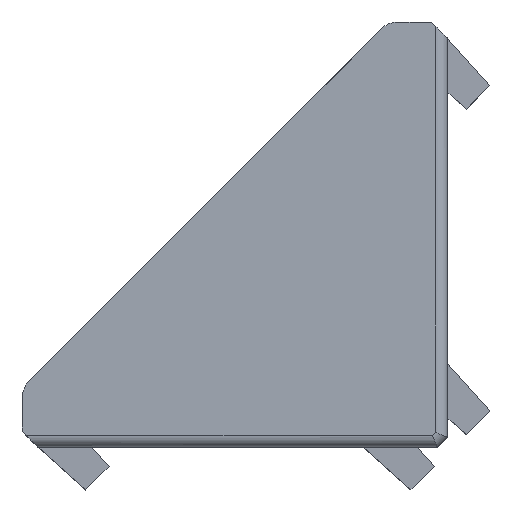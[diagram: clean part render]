
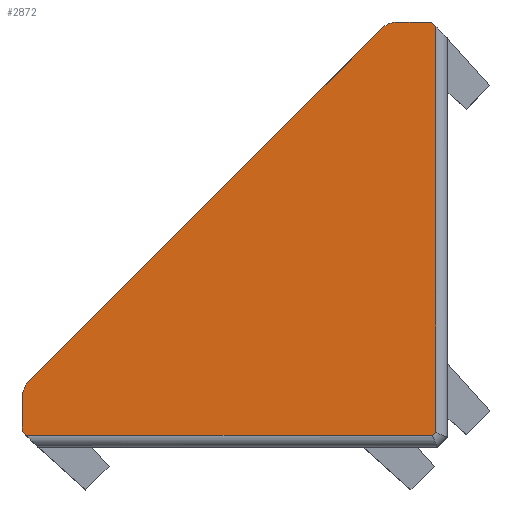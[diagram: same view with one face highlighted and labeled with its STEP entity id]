
A CAD part, top view. The second image highlights one B-rep face of the part: STEP entity #2872.
In plain terms, the highlighted planar face has unit normal (0.012, -0.012, 1).
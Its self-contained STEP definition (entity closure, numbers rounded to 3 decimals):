
#26 = VERTEX_POINT ( 'NONE', #1991 ) ;
#48 = EDGE_CURVE ( 'NONE', #5090, #2626, #5103, .T. ) ;
#140 = CARTESIAN_POINT ( 'NONE',  ( -2.092, 18., 8.995 ) ) ;
#212 = CARTESIAN_POINT ( 'NONE',  ( -0.494, 0.625, 8.761 ) ) ;
#217 = VECTOR ( 'NONE', #2867, 1000. ) ;
#251 = ORIENTED_EDGE ( 'NONE', *, *, #3814, .T. ) ;
#341 = CARTESIAN_POINT ( 'NONE',  ( -0.625, 0.494, 8.761 ) ) ;
#363 = ORIENTED_EDGE ( 'NONE', *, *, #2963, .T. ) ;
#412 = EDGE_CURVE ( 'NONE', #5211, #3829, #3115, .T. ) ;
#415 = DIRECTION ( 'NONE',  ( 0.707, -0.707, -0.017 ) ) ;
#420 = CARTESIAN_POINT ( 'NONE',  ( -18., 2.092, 8.995 ) ) ;
#499 = LINE ( 'NONE', #3137, #4810 ) ;
#519 = DIRECTION ( 'NONE',  ( 0.012, -0.012, 1. ) ) ;
#568 = CARTESIAN_POINT ( 'NONE',  ( -0.676, 18., 8.977 ) ) ;
#689 = CARTESIAN_POINT ( 'NONE',  ( -2.799, 17.707, 9. ) ) ;
#883 = ORIENTED_EDGE ( 'NONE', *, *, #1663, .T. ) ;
#975 = EDGE_CURVE ( 'NONE', #3829, #26, #2050, .T. ) ;
#1225 = ORIENTED_EDGE ( 'NONE', *, *, #412, .T. ) ;
#1255 =( BOUNDED_CURVE ( )  B_SPLINE_CURVE ( 3, ( #4995, #2098, #2928, #420 ),
 .UNSPECIFIED., .F., .F. ) 
 B_SPLINE_CURVE_WITH_KNOTS ( ( 4, 4 ),
 ( 3.142, 3.927 ),
 .UNSPECIFIED. ) 
 CURVE ( )  GEOMETRIC_REPRESENTATION_ITEM ( )  RATIONAL_B_SPLINE_CURVE ( ( 1., 0.949, 0.949, 1. ) ) 
 REPRESENTATION_ITEM ( '' )  );
#1493 = VERTEX_POINT ( 'NONE', #3756 ) ;
#1579 = CARTESIAN_POINT ( 'NONE',  ( -2.609, 17.897, 9. ) ) ;
#1663 = EDGE_CURVE ( 'NONE', #26, #5090, #3871, .T. ) ;
#1714 = VECTOR ( 'NONE', #5291, 1000. ) ;
#1786 = VECTOR ( 'NONE', #2252, 1000. ) ;
#1873 = EDGE_CURVE ( 'NONE', #2626, #2180, #3932, .T. ) ;
#1991 = CARTESIAN_POINT ( 'NONE',  ( -0.676, 18., 8.977 ) ) ;
#2009 = CARTESIAN_POINT ( 'NONE',  ( -2.799, 17.707, 9. ) ) ;
#2030 = ORIENTED_EDGE ( 'NONE', *, *, #975, .T. ) ;
#2050 = LINE ( 'NONE', #568, #4067 ) ;
#2055 = CARTESIAN_POINT ( 'NONE',  ( -0.494, 17.818, 8.973 ) ) ;
#2087 = CARTESIAN_POINT ( 'NONE',  ( -18., 2.092, 8.995 ) ) ;
#2089 = CARTESIAN_POINT ( 'NONE',  ( -0.494, 17.324, 8.967 ) ) ;
#2098 = CARTESIAN_POINT ( 'NONE',  ( -17.897, 2.609, 9. ) ) ;
#2154 = VECTOR ( 'NONE', #4987, 1000. ) ;
#2180 = VERTEX_POINT ( 'NONE', #3849 ) ;
#2243 = ORIENTED_EDGE ( 'NONE', *, *, #1873, .T. ) ;
#2252 = DIRECTION ( 'NONE',  ( -1., 0., 0.012 ) ) ;
#2266 = VECTOR ( 'NONE', #415, 1000. ) ;
#2543 = VERTEX_POINT ( 'NONE', #2087 ) ;
#2556 = EDGE_CURVE ( 'NONE', #2987, #1493, #2977, .T. ) ;
#2569 = EDGE_LOOP ( 'NONE', ( #4516, #363, #2819, #1225, #2030, #883, #2756, #2243, #4620, #251 ) ) ;
#2626 = VERTEX_POINT ( 'NONE', #5357 ) ;
#2756 = ORIENTED_EDGE ( 'NONE', *, *, #48, .T. ) ;
#2819 = ORIENTED_EDGE ( 'NONE', *, *, #4523, .T. ) ;
#2867 = DIRECTION ( 'NONE',  ( 0., -1., -0.012 ) ) ;
#2872 = ADVANCED_FACE ( 'NONE', ( #3617 ), #4680, .T. ) ;
#2928 = CARTESIAN_POINT ( 'NONE',  ( -18., 2.361, 8.998 ) ) ;
#2963 = EDGE_CURVE ( 'NONE', #1493, #3665, #4336, .T. ) ;
#2977 = LINE ( 'NONE', #3333, #2266 ) ;
#2987 = VERTEX_POINT ( 'NONE', #4778 ) ;
#3088 = DIRECTION ( 'NONE',  ( 1., 0., -0.012 ) ) ;
#3115 = LINE ( 'NONE', #2089, #2154 ) ;
#3137 = CARTESIAN_POINT ( 'NONE',  ( -0.347, 0.772, 8.761 ) ) ;
#3333 = CARTESIAN_POINT ( 'NONE',  ( -18., 0.676, 8.977 ) ) ;
#3439 = DIRECTION ( 'NONE',  ( 1., 0., -0.012 ) ) ;
#3507 = CARTESIAN_POINT ( 'NONE',  ( -0.424, 0.494, 8.758 ) ) ;
#3617 = FACE_OUTER_BOUND ( 'NONE', #2569, .T. ) ;
#3665 = VERTEX_POINT ( 'NONE', #341 ) ;
#3668 = CARTESIAN_POINT ( 'NONE',  ( -2.092, 18., 8.995 ) ) ;
#3756 = CARTESIAN_POINT ( 'NONE',  ( -17.818, 0.494, 8.973 ) ) ;
#3814 = EDGE_CURVE ( 'NONE', #2543, #2987, #4793, .T. ) ;
#3829 = VERTEX_POINT ( 'NONE', #2055 ) ;
#3847 = AXIS2_PLACEMENT_3D ( 'NONE', #5097, #519, #3439 ) ;
#3849 = CARTESIAN_POINT ( 'NONE',  ( -17.707, 2.799, 9. ) ) ;
#3871 = LINE ( 'NONE', #4734, #1786 ) ;
#3932 = LINE ( 'NONE', #689, #1714 ) ;
#4067 = VECTOR ( 'NONE', #5153, 1000. ) ;
#4105 = CARTESIAN_POINT ( 'NONE',  ( -18., 2.092, 8.995 ) ) ;
#4336 = LINE ( 'NONE', #3507, #5308 ) ;
#4395 = DIRECTION ( 'NONE',  ( 0.707, 0.707, 0. ) ) ;
#4458 = CARTESIAN_POINT ( 'NONE',  ( -2.361, 18., 8.998 ) ) ;
#4516 = ORIENTED_EDGE ( 'NONE', *, *, #2556, .T. ) ;
#4523 = EDGE_CURVE ( 'NONE', #3665, #5211, #499, .T. ) ;
#4620 = ORIENTED_EDGE ( 'NONE', *, *, #4674, .T. ) ;
#4674 = EDGE_CURVE ( 'NONE', #2180, #2543, #1255, .T. ) ;
#4680 = PLANE ( 'NONE',  #3847 ) ;
#4734 = CARTESIAN_POINT ( 'NONE',  ( -0.676, 18., 8.977 ) ) ;
#4778 = CARTESIAN_POINT ( 'NONE',  ( -18., 0.676, 8.977 ) ) ;
#4793 = LINE ( 'NONE', #4105, #217 ) ;
#4810 = VECTOR ( 'NONE', #4395, 1000. ) ;
#4987 = DIRECTION ( 'NONE',  ( 0., 1., 0.012 ) ) ;
#4995 = CARTESIAN_POINT ( 'NONE',  ( -17.707, 2.799, 9. ) ) ;
#5090 = VERTEX_POINT ( 'NONE', #140 ) ;
#5097 = CARTESIAN_POINT ( 'NONE',  ( -2.799, 17.707, 9. ) ) ;
#5103 =( BOUNDED_CURVE ( )  B_SPLINE_CURVE ( 3, ( #3668, #4458, #1579, #2009 ),
 .UNSPECIFIED., .F., .F. ) 
 B_SPLINE_CURVE_WITH_KNOTS ( ( 4, 4 ),
 ( 2.356, 3.142 ),
 .UNSPECIFIED. ) 
 CURVE ( )  GEOMETRIC_REPRESENTATION_ITEM ( )  RATIONAL_B_SPLINE_CURVE ( ( 1., 0.949, 0.949, 1. ) ) 
 REPRESENTATION_ITEM ( '' )  );
#5153 = DIRECTION ( 'NONE',  ( -0.707, 0.707, 0.017 ) ) ;
#5211 = VERTEX_POINT ( 'NONE', #212 ) ;
#5291 = DIRECTION ( 'NONE',  ( -0.707, -0.707, 0. ) ) ;
#5308 = VECTOR ( 'NONE', #3088, 1000. ) ;
#5357 = CARTESIAN_POINT ( 'NONE',  ( -2.799, 17.707, 9. ) ) ;
